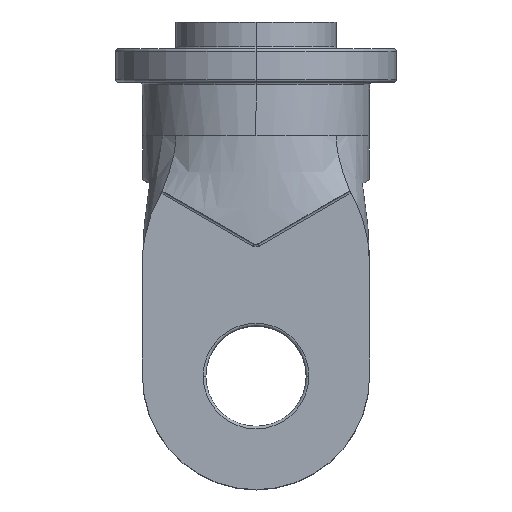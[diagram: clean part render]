
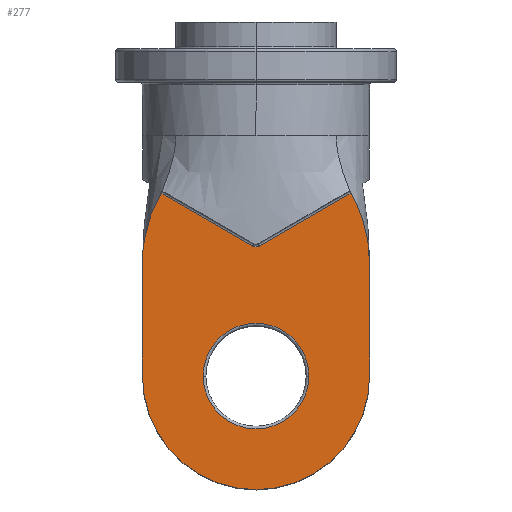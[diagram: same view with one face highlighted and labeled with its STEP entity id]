
A CAD part, top view. The second image highlights one B-rep face of the part: STEP entity #277.
In plain terms, the highlighted planar face has unit normal (0, 0, 1).
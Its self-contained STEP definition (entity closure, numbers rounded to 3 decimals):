
#45 = ORIENTED_EDGE ( 'NONE', *, *, #2172, .T. ) ;
#91 = ORIENTED_EDGE ( 'NONE', *, *, #2948, .T. ) ;
#92 = DIRECTION ( 'NONE',  ( -1., 0., 0. ) ) ;
#93 = CARTESIAN_POINT ( 'NONE',  ( -81.952, 109.776, 70. ) ) ;
#120 = VERTEX_POINT ( 'NONE', #1401 ) ;
#126 = CARTESIAN_POINT ( 'NONE',  ( -71.112, 136.897, 70. ) ) ;
#139 = EDGE_CURVE ( 'NONE', #932, #1941, #2506, .T. ) ;
#154 = ORIENTED_EDGE ( 'NONE', *, *, #2930, .T. ) ;
#168 = CARTESIAN_POINT ( 'NONE',  ( 84.604, 94.057, 70. ) ) ;
#189 = CARTESIAN_POINT ( 'NONE',  ( 71.104, 136.892, 70. ) ) ;
#216 = DIRECTION ( 'NONE',  ( -0.866, -0.5, 0. ) ) ;
#222 = CIRCLE ( 'NONE', #2407, 39.5 ) ;
#228 = VERTEX_POINT ( 'NONE', #1486 ) ;
#245 = CARTESIAN_POINT ( 'NONE',  ( 0., 0., 70. ) ) ;
#252 = LINE ( 'NONE', #2926, #671 ) ;
#274 = PLANE ( 'NONE',  #1524 ) ;
#277 = ADVANCED_FACE ( 'NONE', ( #743, #856 ), #274, .F. ) ;
#281 = EDGE_CURVE ( 'NONE', #1287, #570, #222, .T. ) ;
#320 = CARTESIAN_POINT ( 'NONE',  ( -2.5, 97.284, 70. ) ) ;
#348 = CARTESIAN_POINT ( 'NONE',  ( 0., 0., 70. ) ) ;
#350 = CARTESIAN_POINT ( 'NONE',  ( -83.357, 103.103, 70. ) ) ;
#358 = CARTESIAN_POINT ( 'NONE',  ( 2.5, 97.284, 70. ) ) ;
#366 = CARTESIAN_POINT ( 'NONE',  ( -39.5, 0., 70. ) ) ;
#377 = ORIENTED_EDGE ( 'NONE', *, *, #2350, .T. ) ;
#524 = CIRCLE ( 'NONE', #2493, 5. ) ;
#529 = DIRECTION ( 'NONE',  ( -1., 0., 0. ) ) ;
#556 = CARTESIAN_POINT ( 'NONE',  ( 85., 0., 70. ) ) ;
#570 = VERTEX_POINT ( 'NONE', #366 ) ;
#618 = DIRECTION ( 'NONE',  ( 0., 0., -1. ) ) ;
#626 = DIRECTION ( 'NONE',  ( -1., 0., 0. ) ) ;
#649 = VERTEX_POINT ( 'NONE', #1694 ) ;
#671 = VECTOR ( 'NONE', #1526, 1000. ) ;
#683 = VERTEX_POINT ( 'NONE', #2833 ) ;
#714 = VERTEX_POINT ( 'NONE', #556 ) ;
#725 = DIRECTION ( 'NONE',  ( 1., 0., 0. ) ) ;
#729 = EDGE_LOOP ( 'NONE', ( #843, #986, #91, #154, #3037, #45, #2315, #1507 ) ) ;
#743 = FACE_BOUND ( 'NONE', #2317, .T. ) ;
#821 = CARTESIAN_POINT ( 'NONE',  ( 85., 0., 70. ) ) ;
#834 = CARTESIAN_POINT ( 'NONE',  ( -85., 85., 70. ) ) ;
#840 = CARTESIAN_POINT ( 'NONE',  ( 85., 85., 70. ) ) ;
#843 = ORIENTED_EDGE ( 'NONE', *, *, #1189, .T. ) ;
#856 = FACE_OUTER_BOUND ( 'NONE', #729, .T. ) ;
#932 = VERTEX_POINT ( 'NONE', #2913 ) ;
#941 = CARTESIAN_POINT ( 'NONE',  ( -71.104, 136.892, 70. ) ) ;
#986 = ORIENTED_EDGE ( 'NONE', *, *, #139, .T. ) ;
#1041 = CARTESIAN_POINT ( 'NONE',  ( -80.188, 116.313, 70. ) ) ;
#1053 = EDGE_CURVE ( 'NONE', #228, #649, #1827, .T. ) ;
#1084 = CARTESIAN_POINT ( 'NONE',  ( -84.601, 94.091, 70. ) ) ;
#1094 = CARTESIAN_POINT ( 'NONE',  ( -85., 87.282, 70. ) ) ;
#1104 = CARTESIAN_POINT ( 'NONE',  ( 75.327, 128.851, 70. ) ) ;
#1125 = CARTESIAN_POINT ( 'NONE',  ( 80.178, 116.108, 70. ) ) ;
#1156 = B_SPLINE_CURVE_WITH_KNOTS ( 'NONE', 3,
 ( #840, #1534, #2747, #168, #1594, #2303, #1347, #2738, #1125, #1817, #1601, #2264, #2963, #1104, #2974, #189 ),
 .UNSPECIFIED., .F., .F.,
 ( 4, 2, 2, 2, 2, 2, 2, 4 ),
 ( 0., 0.007, 0.013, 0.027, 0.034, 0.037, 0.04, 0.054 ),
 .UNSPECIFIED. ) ;
#1170 = LINE ( 'NONE', #126, #1926 ) ;
#1189 = EDGE_CURVE ( 'NONE', #683, #932, #1156, .T. ) ;
#1195 = CARTESIAN_POINT ( 'NONE',  ( -83.736, 100.856, 70. ) ) ;
#1287 = VERTEX_POINT ( 'NONE', #1804 ) ;
#1311 = CARTESIAN_POINT ( 'NONE',  ( 0., 101.614, 70. ) ) ;
#1347 = CARTESIAN_POINT ( 'NONE',  ( 82.584, 107.397, 70. ) ) ;
#1379 = EDGE_CURVE ( 'NONE', #120, #714, #1752, .T. ) ;
#1401 = CARTESIAN_POINT ( 'NONE',  ( -85., 0., 70. ) ) ;
#1463 = CARTESIAN_POINT ( 'NONE',  ( 83.525, 114.62, 70. ) ) ;
#1486 = CARTESIAN_POINT ( 'NONE',  ( -71.104, 136.892, 70. ) ) ;
#1490 = CARTESIAN_POINT ( 'NONE',  ( -75.312, 128.877, 70. ) ) ;
#1501 = DIRECTION ( 'NONE',  ( 0., 0., -1. ) ) ;
#1507 = ORIENTED_EDGE ( 'NONE', *, *, #1971, .T. ) ;
#1524 = AXIS2_PLACEMENT_3D ( 'NONE', #1463, #1903, #1884 ) ;
#1526 = DIRECTION ( 'NONE',  ( 0., -1., 0. ) ) ;
#1534 = CARTESIAN_POINT ( 'NONE',  ( 85., 87.281, 70. ) ) ;
#1594 = CARTESIAN_POINT ( 'NONE',  ( 84.373, 96.298, 70. ) ) ;
#1601 = CARTESIAN_POINT ( 'NONE',  ( 78.702, 120.417, 70. ) ) ;
#1669 = CARTESIAN_POINT ( 'NONE',  ( 0., 0., 70. ) ) ;
#1694 = CARTESIAN_POINT ( 'NONE',  ( -85., 85., 70. ) ) ;
#1724 = ORIENTED_EDGE ( 'NONE', *, *, #281, .T. ) ;
#1731 = CARTESIAN_POINT ( 'NONE',  ( -83.148, 104.225, 70. ) ) ;
#1752 = CIRCLE ( 'NONE', #2450, 85. ) ;
#1766 = DIRECTION ( 'NONE',  ( 0., 1., 0. ) ) ;
#1777 = CARTESIAN_POINT ( 'NONE',  ( -84.917, 89.557, 70. ) ) ;
#1789 = VERTEX_POINT ( 'NONE', #320 ) ;
#1804 = CARTESIAN_POINT ( 'NONE',  ( 39.5, 0., 70. ) ) ;
#1808 = VECTOR ( 'NONE', #216, 1000. ) ;
#1817 = CARTESIAN_POINT ( 'NONE',  ( 79.084, 119.342, 70. ) ) ;
#1827 = B_SPLINE_CURVE_WITH_KNOTS ( 'NONE', 3,
 ( #941, #2643, #1490, #2436, #1041, #93, #2667, #1731, #350, #1195, #2812, #2034, #1084, #1777, #1094, #834 ),
 .UNSPECIFIED., .F., .F.,
 ( 4, 2, 2, 2, 2, 2, 2, 4 ),
 ( 0.002, 0.016, 0.029, 0.036, 0.039, 0.043, 0.049, 0.056 ),
 .UNSPECIFIED. ) ;
#1879 = DIRECTION ( 'NONE',  ( 0., 0., 1. ) ) ;
#1884 = DIRECTION ( 'NONE',  ( -1., 0., 0. ) ) ;
#1886 = CARTESIAN_POINT ( 'NONE',  ( 2.5, 97.284, 70. ) ) ;
#1903 = DIRECTION ( 'NONE',  ( 0., 0., -1. ) ) ;
#1914 = DIRECTION ( 'NONE',  ( 0., 0., -1. ) ) ;
#1926 = VECTOR ( 'NONE', #2002, 1000. ) ;
#1941 = VERTEX_POINT ( 'NONE', #358 ) ;
#1971 = EDGE_CURVE ( 'NONE', #714, #683, #2697, .T. ) ;
#2002 = DIRECTION ( 'NONE',  ( -0.866, 0.5, 0. ) ) ;
#2020 = AXIS2_PLACEMENT_3D ( 'NONE', #348, #1501, #92 ) ;
#2034 = CARTESIAN_POINT ( 'NONE',  ( -84.368, 96.351, 70. ) ) ;
#2172 = EDGE_CURVE ( 'NONE', #649, #120, #252, .T. ) ;
#2223 = CIRCLE ( 'NONE', #2020, 39.5 ) ;
#2264 = CARTESIAN_POINT ( 'NONE',  ( 77.904, 122.546, 70. ) ) ;
#2303 = CARTESIAN_POINT ( 'NONE',  ( 83.468, 102.986, 70. ) ) ;
#2315 = ORIENTED_EDGE ( 'NONE', *, *, #1379, .T. ) ;
#2317 = EDGE_LOOP ( 'NONE', ( #377, #1724 ) ) ;
#2350 = EDGE_CURVE ( 'NONE', #570, #1287, #2223, .T. ) ;
#2407 = AXIS2_PLACEMENT_3D ( 'NONE', #1669, #1914, #529 ) ;
#2436 = CARTESIAN_POINT ( 'NONE',  ( -78.741, 120.568, 70. ) ) ;
#2450 = AXIS2_PLACEMENT_3D ( 'NONE', #245, #1879, #725 ) ;
#2493 = AXIS2_PLACEMENT_3D ( 'NONE', #1311, #618, #626 ) ;
#2506 = LINE ( 'NONE', #1886, #1808 ) ;
#2643 = CARTESIAN_POINT ( 'NONE',  ( -73.327, 132.93, 70. ) ) ;
#2667 = CARTESIAN_POINT ( 'NONE',  ( -82.472, 107.571, 70. ) ) ;
#2697 = LINE ( 'NONE', #821, #2985 ) ;
#2738 = CARTESIAN_POINT ( 'NONE',  ( 80.833, 113.939, 70. ) ) ;
#2747 = CARTESIAN_POINT ( 'NONE',  ( 84.918, 89.548, 70. ) ) ;
#2812 = CARTESIAN_POINT ( 'NONE',  ( -83.908, 99.731, 70. ) ) ;
#2833 = CARTESIAN_POINT ( 'NONE',  ( 85., 85., 70. ) ) ;
#2913 = CARTESIAN_POINT ( 'NONE',  ( 71.104, 136.892, 70. ) ) ;
#2926 = CARTESIAN_POINT ( 'NONE',  ( -85., 85., 70. ) ) ;
#2930 = EDGE_CURVE ( 'NONE', #1789, #228, #1170, .T. ) ;
#2948 = EDGE_CURVE ( 'NONE', #1941, #1789, #524, .T. ) ;
#2963 = CARTESIAN_POINT ( 'NONE',  ( 77.488, 123.604, 70. ) ) ;
#2974 = CARTESIAN_POINT ( 'NONE',  ( 73.33, 132.925, 70. ) ) ;
#2985 = VECTOR ( 'NONE', #1766, 1000. ) ;
#3037 = ORIENTED_EDGE ( 'NONE', *, *, #1053, .T. ) ;
